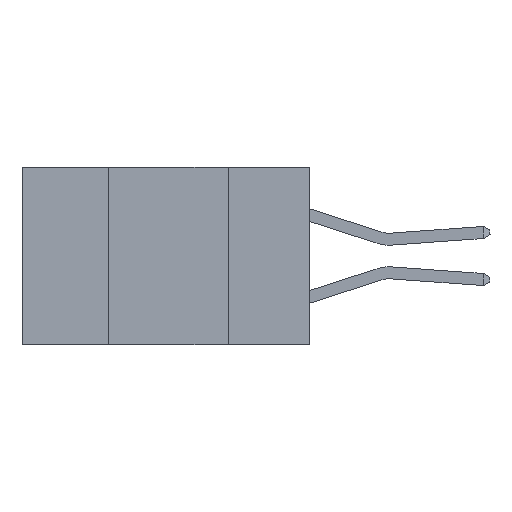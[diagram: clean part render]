
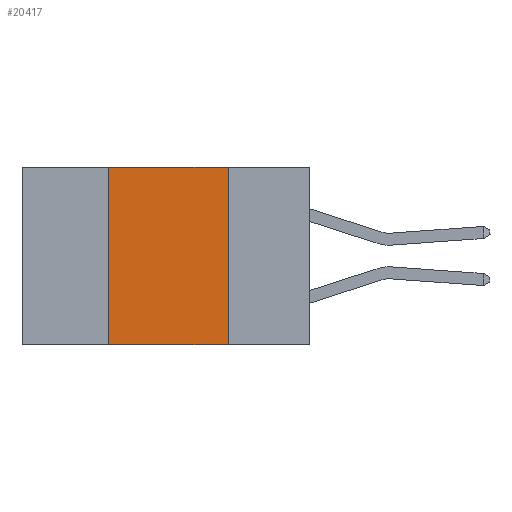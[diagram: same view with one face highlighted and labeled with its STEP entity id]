
A CAD part, left-side view. The second image highlights one B-rep face of the part: STEP entity #20417.
In plain terms, the highlighted planar face has unit normal (-1, 0, 0).
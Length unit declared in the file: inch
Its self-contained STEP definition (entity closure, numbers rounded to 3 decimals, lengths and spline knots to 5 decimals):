
#132 = AXIS2_PLACEMENT_3D ( 'NONE', #1004, #16808, #8032 ) ;
#1004 = CARTESIAN_POINT ( 'NONE',  ( 0., 0.6, 0. ) ) ;
#1219 = EDGE_LOOP ( 'NONE', ( #3577, #3861, #8615, #6321 ) ) ;
#3270 = VECTOR ( 'NONE', #13359, 39.37008 ) ;
#3577 = ORIENTED_EDGE ( 'NONE', *, *, #12222, .F. ) ;
#3861 = ORIENTED_EDGE ( 'NONE', *, *, #18559, .F. ) ;
#4005 = CARTESIAN_POINT ( 'NONE',  ( 0., 0.42, -0.37 ) ) ;
#4911 = CARTESIAN_POINT ( 'NONE',  ( 0., 0.42, 0. ) ) ;
#5052 = VERTEX_POINT ( 'NONE', #14314 ) ;
#5106 = DIRECTION ( 'NONE',  ( 0., 0., 1. ) ) ;
#5513 = CARTESIAN_POINT ( 'NONE',  ( 0., 0.17, 0. ) ) ;
#6152 = VECTOR ( 'NONE', #10202, 39.37008 ) ;
#6321 = ORIENTED_EDGE ( 'NONE', *, *, #16176, .T. ) ;
#6461 = EDGE_CURVE ( 'NONE', #13269, #19412, #7815, .T. ) ;
#7815 = LINE ( 'NONE', #18703, #14664 ) ;
#8032 = DIRECTION ( 'NONE',  ( 0., 0., -1. ) ) ;
#8177 = FACE_OUTER_BOUND ( 'NONE', #1219, .T. ) ;
#8466 = CARTESIAN_POINT ( 'NONE',  ( 0., 0.6, 0. ) ) ;
#8615 = ORIENTED_EDGE ( 'NONE', *, *, #6461, .F. ) ;
#10202 = DIRECTION ( 'NONE',  ( 0., -1., 0. ) ) ;
#11838 = VECTOR ( 'NONE', #17090, 39.37008 ) ;
#11945 = CARTESIAN_POINT ( 'NONE',  ( 0., 0.6, -0.37 ) ) ;
#12222 = EDGE_CURVE ( 'NONE', #14262, #5052, #13329, .T. ) ;
#13269 = VERTEX_POINT ( 'NONE', #4005 ) ;
#13329 = LINE ( 'NONE', #14946, #3270 ) ;
#13359 = DIRECTION ( 'NONE',  ( 0., 0., -1. ) ) ;
#14262 = VERTEX_POINT ( 'NONE', #5513 ) ;
#14314 = CARTESIAN_POINT ( 'NONE',  ( 0., 0.17, -0.37 ) ) ;
#14664 = VECTOR ( 'NONE', #5106, 39.37008 ) ;
#14946 = CARTESIAN_POINT ( 'NONE',  ( 0., 0.17, 0. ) ) ;
#16176 = EDGE_CURVE ( 'NONE', #13269, #5052, #19551, .T. ) ;
#16808 = DIRECTION ( 'NONE',  ( 1., 0., 0. ) ) ;
#17090 = DIRECTION ( 'NONE',  ( 0., -1., 0. ) ) ;
#17624 = LINE ( 'NONE', #8466, #11838 ) ;
#18559 = EDGE_CURVE ( 'NONE', #19412, #14262, #17624, .T. ) ;
#18703 = CARTESIAN_POINT ( 'NONE',  ( 0., 0.42, 0. ) ) ;
#19412 = VERTEX_POINT ( 'NONE', #4911 ) ;
#19551 = LINE ( 'NONE', #11945, #6152 ) ;
#20417 = ADVANCED_FACE ( 'NONE', ( #8177 ), #21088, .F. ) ;
#21088 = PLANE ( 'NONE',  #132 ) ;
